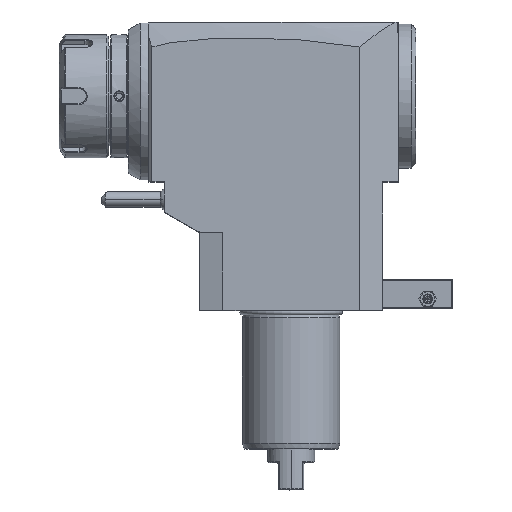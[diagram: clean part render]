
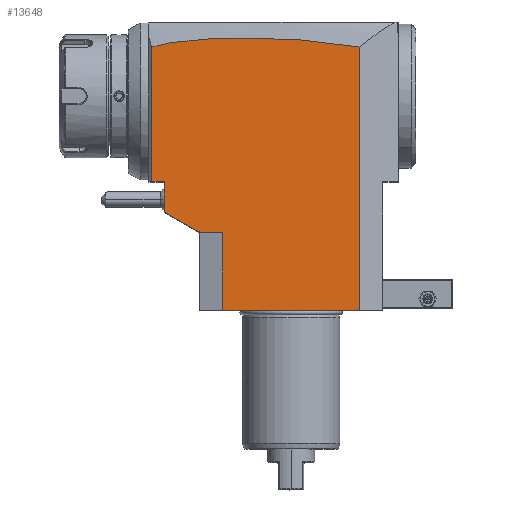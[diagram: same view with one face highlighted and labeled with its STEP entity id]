
A CAD part, top view. The second image highlights one B-rep face of the part: STEP entity #13648.
In plain terms, the highlighted planar face has unit normal (0, 0, 1).
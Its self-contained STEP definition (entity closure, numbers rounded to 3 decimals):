
#3519=DIRECTION('',(-1.,0.,0.));
#3520=VECTOR('',#3519,70.);
#3521=CARTESIAN_POINT('',(35.,0.,44.));
#3522=LINE('',#3521,#3520);
#3601=DIRECTION('',(1.,0.,0.));
#3602=VECTOR('',#3601,6.5);
#3603=CARTESIAN_POINT('',(-71.5,66.,44.));
#3604=LINE('',#3603,#3602);
#3609=DIRECTION('',(0.866,-0.5,0.));
#3610=VECTOR('',#3609,1.155);
#3611=CARTESIAN_POINT('',(-47.,40.577,44.));
#3612=LINE('',#3611,#3610);
#3613=DIRECTION('',(0.,1.,0.));
#3614=VECTOR('',#3613,0.577);
#3615=CARTESIAN_POINT('',(-47.,40.,44.));
#3616=LINE('',#3615,#3614);
#3617=DIRECTION('',(0.866,-0.5,0.));
#3618=VECTOR('',#3617,20.785);
#3619=CARTESIAN_POINT('',(-65.,50.392,44.));
#3620=LINE('',#3619,#3618);
#3621=DIRECTION('',(0.,-1.,0.));
#3622=VECTOR('',#3621,15.608);
#3623=CARTESIAN_POINT('',(-65.,66.,44.));
#3624=LINE('',#3623,#3622);
#3625=DIRECTION('',(0.,-1.,0.));
#3626=VECTOR('',#3625,69.054);
#3627=CARTESIAN_POINT('',(-71.5,135.054,44.));
#3628=LINE('',#3627,#3626);
#3629=CARTESIAN_POINT('',(35.,135.17,44.));
#3630=CARTESIAN_POINT('',(33.866,135.39,44.));
#3631=CARTESIAN_POINT('',(31.557,135.811,44.));
#3632=CARTESIAN_POINT('',(27.973,136.396,44.));
#3633=CARTESIAN_POINT('',(24.275,136.936,44.));
#3634=CARTESIAN_POINT('',(20.466,137.432,44.));
#3635=CARTESIAN_POINT('',(16.551,137.887,44.));
#3636=CARTESIAN_POINT('',(12.43,138.31,44.));
#3637=CARTESIAN_POINT('',(8.005,138.706,44.));
#3638=CARTESIAN_POINT('',(3.152,139.076,44.));
#3639=CARTESIAN_POINT('',(-1.995,139.396,44.));
#3640=CARTESIAN_POINT('',(-7.212,139.65,44.));
#3641=CARTESIAN_POINT('',(-12.388,139.832,44.));
#3642=CARTESIAN_POINT('',(-17.55,139.947,44.));
#3643=CARTESIAN_POINT('',(-22.671,139.991,44.));
#3644=CARTESIAN_POINT('',(-27.679,139.967,44.));
#3645=CARTESIAN_POINT('',(-32.529,139.875,44.));
#3646=CARTESIAN_POINT('',(-37.219,139.719,44.));
#3647=CARTESIAN_POINT('',(-41.633,139.505,44.));
#3648=CARTESIAN_POINT('',(-45.599,139.25,44.));
#3649=CARTESIAN_POINT('',(-49.111,138.971,44.));
#3650=CARTESIAN_POINT('',(-52.178,138.679,44.));
#3651=CARTESIAN_POINT('',(-54.869,138.382,44.));
#3652=CARTESIAN_POINT('',(-57.266,138.081,44.));
#3653=CARTESIAN_POINT('',(-59.4,137.778,44.));
#3654=CARTESIAN_POINT('',(-61.283,137.481,44.));
#3655=CARTESIAN_POINT('',(-62.928,137.194,44.));
#3656=CARTESIAN_POINT('',(-64.387,136.915,44.));
#3657=CARTESIAN_POINT('',(-65.717,136.638,44.));
#3658=CARTESIAN_POINT('',(-66.976,136.353,44.));
#3659=CARTESIAN_POINT('',(-68.212,136.047,44.));
#3660=CARTESIAN_POINT('',(-69.396,135.725,44.));
#3661=CARTESIAN_POINT('',(-70.508,135.39,44.));
#3662=CARTESIAN_POINT('',(-71.18,135.166,44.));
#3663=CARTESIAN_POINT('',(-71.5,135.054,44.));
#3665=DIRECTION('',(0.,-1.,0.));
#3666=VECTOR('',#3665,135.17);
#3667=CARTESIAN_POINT('',(35.,135.17,44.));
#3668=LINE('',#3667,#3666);
#3709=DIRECTION('',(0.,-1.,0.));
#3710=VECTOR('',#3709,40.);
#3711=CARTESIAN_POINT('',(-35.,40.,44.));
#3712=LINE('',#3711,#3710);
#3725=DIRECTION('',(1.,0.,0.));
#3726=VECTOR('',#3725,11.);
#3727=CARTESIAN_POINT('',(-46.,40.,44.));
#3728=LINE('',#3727,#3726);
#9981=CARTESIAN_POINT('',(-71.5,66.,44.));
#9982=VERTEX_POINT('',#9981);
#9983=VERTEX_POINT('',#3629);
#9984=VERTEX_POINT('',#3663);
#10003=CARTESIAN_POINT('',(-46.,40.,44.));
#10004=CARTESIAN_POINT('',(-35.,40.,44.));
#10005=VERTEX_POINT('',#10003);
#10006=VERTEX_POINT('',#10004);
#10329=CARTESIAN_POINT('',(35.,0.,44.));
#10330=CARTESIAN_POINT('',(-35.,0.,44.));
#10331=VERTEX_POINT('',#10329);
#10332=VERTEX_POINT('',#10330);
#10357=CARTESIAN_POINT('',(-65.,50.392,44.));
#10358=CARTESIAN_POINT('',(-47.,40.,44.));
#10359=VERTEX_POINT('',#10357);
#10360=VERTEX_POINT('',#10358);
#10401=CARTESIAN_POINT('',(-47.,40.577,44.));
#10403=VERTEX_POINT('',#10401);
#10473=CARTESIAN_POINT('',(-65.,66.,44.));
#10474=VERTEX_POINT('',#10473);
#13622=CARTESIAN_POINT('',(-53.475,40.,44.));
#13623=DIRECTION('',(0.,0.,1.));
#13624=DIRECTION('',(1.,0.,0.));
#13625=AXIS2_PLACEMENT_3D('',#13622,#13623,#13624);
#13626=PLANE('',#13625);
#13628=ORIENTED_EDGE('',*,*,#13627,.F.);
#13630=ORIENTED_EDGE('',*,*,#13629,.F.);
#13632=ORIENTED_EDGE('',*,*,#13631,.F.);
#13633=ORIENTED_EDGE('',*,*,#13602,.F.);
#13634=ORIENTED_EDGE('',*,*,#13591,.F.);
#13636=ORIENTED_EDGE('',*,*,#13635,.F.);
#13638=ORIENTED_EDGE('',*,*,#13637,.F.);
#13640=ORIENTED_EDGE('',*,*,#13639,.T.);
#13641=ORIENTED_EDGE('',*,*,#13530,.T.);
#13643=ORIENTED_EDGE('',*,*,#13642,.F.);
#13645=ORIENTED_EDGE('',*,*,#13644,.F.);
#13646=EDGE_LOOP('',(#13628,#13630,#13632,#13633,#13634,#13636,#13638,#13640,
#13641,#13643,#13645));
#13647=FACE_OUTER_BOUND('',#13646,.F.);
#3664=B_SPLINE_CURVE_WITH_KNOTS('',3,(#3629,#3630,#3631,#3632,#3633,#3634,#3635,
#3636,#3637,#3638,#3639,#3640,#3641,#3642,#3643,#3644,#3645,#3646,#3647,#3648,
#3649,#3650,#3651,#3652,#3653,#3654,#3655,#3656,#3657,#3658,#3659,#3660,#3661,
#3662,#3663),.UNSPECIFIED.,.F.,.F.,(4,1,1,1,1,1,1,1,1,1,1,1,1,1,1,1,1,1,1,1,1,1,
1,1,1,1,1,1,1,1,1,1,4),(0.,0.031,0.063,0.094,0.125,0.156,
0.188,0.219,0.25,0.281,0.313,0.344,0.375,0.406,
0.438,0.469,0.5,0.531,0.563,0.594,0.625,0.656,
0.688,0.719,0.75,0.781,0.813,0.844,0.875,0.906,
0.938,0.969,1.),.UNSPECIFIED.);
#13530=EDGE_CURVE('',#10331,#10332,#3522,.T.);
#13591=EDGE_CURVE('',#9982,#10474,#3604,.T.);
#13602=EDGE_CURVE('',#10474,#10359,#3624,.T.);
#13627=EDGE_CURVE('',#10403,#10005,#3612,.T.);
#13629=EDGE_CURVE('',#10360,#10403,#3616,.T.);
#13631=EDGE_CURVE('',#10359,#10360,#3620,.T.);
#13635=EDGE_CURVE('',#9984,#9982,#3628,.T.);
#13637=EDGE_CURVE('',#9983,#9984,#3664,.T.);
#13639=EDGE_CURVE('',#9983,#10331,#3668,.T.);
#13642=EDGE_CURVE('',#10006,#10332,#3712,.T.);
#13644=EDGE_CURVE('',#10005,#10006,#3728,.T.);
#13648=ADVANCED_FACE('',(#13647),#13626,.T.);
